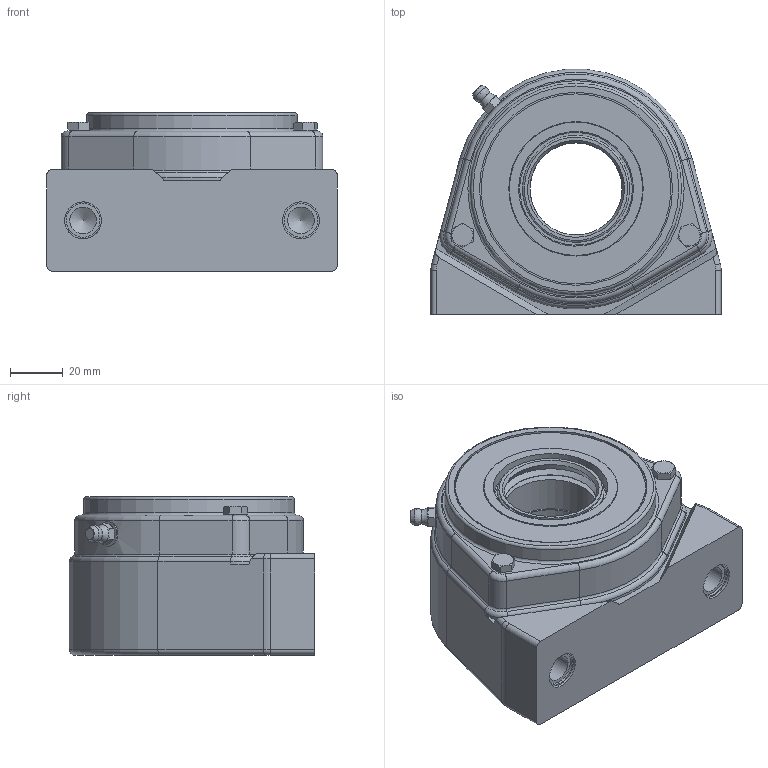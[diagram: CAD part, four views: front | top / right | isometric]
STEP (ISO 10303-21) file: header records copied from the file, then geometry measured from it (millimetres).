
FILE_DESCRIPTION(/* description */ (''),/* implementation_level */ '2;1');
FILE_NAME(/* name */ 'NG35S21.stp',/* time_stamp */ '2015-10-30T14:06:47+01:00',/* author */ ('fje'),/* organization */ (''),/* preprocessor_version */ 'ST-DEVELOPER v15.2',/* originating_system */ 'Autodesk Inventor 2014',/* authorisation */ '');
FILE_SCHEMA (('AUTOMOTIVE_DESIGN { 1 0 10303 214 3 1 1 }'));
Length unit declared in the file: millimetre
Products named in the file (1): Part100
Bounding box: 110.07 x 92.93 x 60 mm (x, y, z)
Volume: 304694.5 mm3; surface area: 93177.9 mm2
Topology: 6 solids, 13 shells, 443 faces, 1131 edges, 719 vertices
Faces by surface type: plane 159, cylinder 157, cone 73, torus 49, sphere 5
Full cylindrical faces by diameter (mm): 2.4 x2, 3 x4, 4.567 x2, 5 x2, 5.5 x2, 6 x2, 6.5 x4, 6.7 x2, 9 x1, 10.106 x2, 12.8 x2, 14 x2, 35 x2, 39.2 x2, 43.5 x2, 44.6 x2, 47 x2, 47.93 x2, 50.15 x1, 50.6 x1, 51 x2, 61.25 x1, 63.47 x4, 72 x2, 73.2 x1, 78.2 x2, 80 x1
Entity records: 14221 total; most frequent: CARTESIAN_POINT 3747, DIRECTION 2143, ORIENTED_EDGE 1996, EDGE_CURVE 984, AXIS2_PLACEMENT_3D 902, VERTEX_POINT 678, EDGE_LOOP 606, CIRCLE 453
